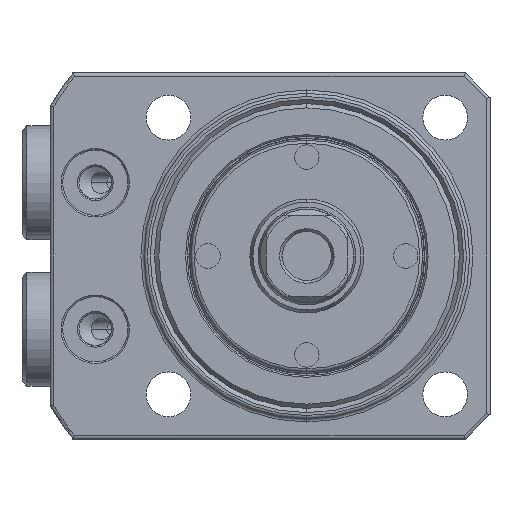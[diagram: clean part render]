
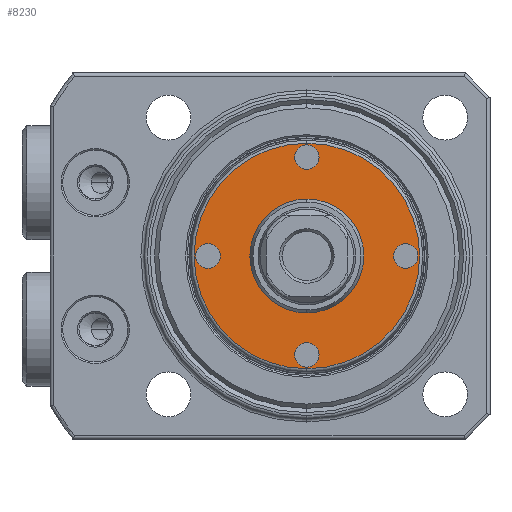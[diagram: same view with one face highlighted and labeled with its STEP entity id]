
A CAD part, front view. The second image highlights one B-rep face of the part: STEP entity #8230.
In plain terms, the highlighted planar face has unit normal (0, -1, 0).
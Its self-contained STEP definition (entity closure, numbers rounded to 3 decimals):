
#799 = EDGE_LOOP ( 'NONE', ( #940, #934 ) ) ;
#804 = EDGE_LOOP ( 'NONE', ( #938, #936 ) ) ;
#805 = EDGE_LOOP ( 'NONE', ( #3309, #939 ) ) ;
#806 = EDGE_LOOP ( 'NONE', ( #3313, #3308 ) ) ;
#807 = EDGE_LOOP ( 'NONE', ( #3311, #3306 ) ) ;
#809 = EDGE_LOOP ( 'NONE', ( #3312, #3310 ) ) ;
#934 = ORIENTED_EDGE ( 'NONE', *, *, #9004, .F. ) ;
#936 = ORIENTED_EDGE ( 'NONE', *, *, #9008, .F. ) ;
#938 = ORIENTED_EDGE ( 'NONE', *, *, #8942, .F. ) ;
#939 = ORIENTED_EDGE ( 'NONE', *, *, #9012, .F. ) ;
#940 = ORIENTED_EDGE ( 'NONE', *, *, #8943, .F. ) ;
#1604 = CARTESIAN_POINT ( 'NONE',  ( -12.15, 0., 0. ) ) ;
#1614 = DIRECTION ( 'NONE',  ( 0., -1., 0. ) ) ;
#1615 = DIRECTION ( 'NONE',  ( 0., 0., -1. ) ) ;
#1616 = CARTESIAN_POINT ( 'NONE',  ( 0., 0., -12.15 ) ) ;
#1617 = DIRECTION ( 'NONE',  ( 0., -1., 0. ) ) ;
#1618 = DIRECTION ( 'NONE',  ( 0., 0., -1. ) ) ;
#1619 = CARTESIAN_POINT ( 'NONE',  ( 12.15, 0., 0. ) ) ;
#1620 = DIRECTION ( 'NONE',  ( 0., -1., 0. ) ) ;
#1621 = DIRECTION ( 'NONE',  ( 0., 0., -1. ) ) ;
#1805 = CARTESIAN_POINT ( 'NONE',  ( 0., 0., 0. ) ) ;
#1812 = DIRECTION ( 'NONE',  ( 0., 1., 0. ) ) ;
#1813 = DIRECTION ( 'NONE',  ( 0., 0., 1. ) ) ;
#1826 = CARTESIAN_POINT ( 'NONE',  ( 12.15, 0., 0. ) ) ;
#1827 = DIRECTION ( 'NONE',  ( 0., -1., 0. ) ) ;
#1828 = DIRECTION ( 'NONE',  ( 0., 0., -1. ) ) ;
#1838 = CARTESIAN_POINT ( 'NONE',  ( 0., 0., -12.15 ) ) ;
#1839 = DIRECTION ( 'NONE',  ( 0., -1., 0. ) ) ;
#1840 = DIRECTION ( 'NONE',  ( 0., 0., -1. ) ) ;
#1850 = CARTESIAN_POINT ( 'NONE',  ( -12.15, 0., 0. ) ) ;
#1851 = DIRECTION ( 'NONE',  ( 0., -1., 0. ) ) ;
#1852 = DIRECTION ( 'NONE',  ( 0., 0., -1. ) ) ;
#1862 = CARTESIAN_POINT ( 'NONE',  ( 0., 0., 12.15 ) ) ;
#1863 = DIRECTION ( 'NONE',  ( 0., -1., 0. ) ) ;
#1864 = DIRECTION ( 'NONE',  ( 0., 0., -1. ) ) ;
#1883 = CARTESIAN_POINT ( 'NONE',  ( 0., 0., 0. ) ) ;
#1884 = DIRECTION ( 'NONE',  ( 0., -1., 0. ) ) ;
#1885 = DIRECTION ( 'NONE',  ( 0., 0., 1. ) ) ;
#1898 = CARTESIAN_POINT ( 'NONE',  ( 0., 0., 0. ) ) ;
#1908 = DIRECTION ( 'NONE',  ( 0., 1., 0. ) ) ;
#1909 = DIRECTION ( 'NONE',  ( 0., 0., 1. ) ) ;
#1910 = CARTESIAN_POINT ( 'NONE',  ( 0., 0., 0. ) ) ;
#1911 = DIRECTION ( 'NONE',  ( 0., -1., 0. ) ) ;
#1912 = DIRECTION ( 'NONE',  ( 0., 0., 1. ) ) ;
#1913 = CARTESIAN_POINT ( 'NONE',  ( 0., 0., 12.15 ) ) ;
#1914 = DIRECTION ( 'NONE',  ( 0., -1., 0. ) ) ;
#1915 = DIRECTION ( 'NONE',  ( 0., 0., -1. ) ) ;
#2142 = VERTEX_POINT ( 'NONE', #3922 ) ;
#2143 = VERTEX_POINT ( 'NONE', #3923 ) ;
#2148 = VERTEX_POINT ( 'NONE', #3928 ) ;
#2149 = VERTEX_POINT ( 'NONE', #3929 ) ;
#2152 = VERTEX_POINT ( 'NONE', #3932 ) ;
#2153 = VERTEX_POINT ( 'NONE', #3933 ) ;
#2156 = VERTEX_POINT ( 'NONE', #3936 ) ;
#2157 = VERTEX_POINT ( 'NONE', #3937 ) ;
#2160 = VERTEX_POINT ( 'NONE', #3940 ) ;
#2161 = VERTEX_POINT ( 'NONE', #3941 ) ;
#2164 = VERTEX_POINT ( 'NONE', #3944 ) ;
#2165 = VERTEX_POINT ( 'NONE', #3945 ) ;
#3306 = ORIENTED_EDGE ( 'NONE', *, *, #9016, .F. ) ;
#3308 = ORIENTED_EDGE ( 'NONE', *, *, #9023, .T. ) ;
#3309 = ORIENTED_EDGE ( 'NONE', *, *, #8941, .F. ) ;
#3310 = ORIENTED_EDGE ( 'NONE', *, *, #8999, .T. ) ;
#3311 = ORIENTED_EDGE ( 'NONE', *, *, #9033, .F. ) ;
#3312 = ORIENTED_EDGE ( 'NONE', *, *, #9031, .T. ) ;
#3313 = ORIENTED_EDGE ( 'NONE', *, *, #9032, .T. ) ;
#3922 = CARTESIAN_POINT ( 'NONE',  ( 0., 0., 13.856 ) ) ;
#3923 = CARTESIAN_POINT ( 'NONE',  ( 0., 0., -13.856 ) ) ;
#3928 = CARTESIAN_POINT ( 'NONE',  ( 0., 0., 10.65 ) ) ;
#3929 = CARTESIAN_POINT ( 'NONE',  ( 0., 0., 13.65 ) ) ;
#3932 = CARTESIAN_POINT ( 'NONE',  ( -12.15, 0., -1.5 ) ) ;
#3933 = CARTESIAN_POINT ( 'NONE',  ( -12.15, 0., 1.5 ) ) ;
#3936 = CARTESIAN_POINT ( 'NONE',  ( 0., 0., -13.65 ) ) ;
#3937 = CARTESIAN_POINT ( 'NONE',  ( 0., 0., -10.65 ) ) ;
#3940 = CARTESIAN_POINT ( 'NONE',  ( 12.15, 0., -1.5 ) ) ;
#3941 = CARTESIAN_POINT ( 'NONE',  ( 12.15, 0., 1.5 ) ) ;
#3944 = CARTESIAN_POINT ( 'NONE',  ( 0., 0., 7. ) ) ;
#3945 = CARTESIAN_POINT ( 'NONE',  ( 0., 0., -7. ) ) ;
#5259 = PLANE ( 'NONE',  #5569 ) ;
#5260 = CARTESIAN_POINT ( 'NONE',  ( 0., 0., 0. ) ) ;
#5261 = DIRECTION ( 'NONE',  ( 0., 1., 0. ) ) ;
#5262 = DIRECTION ( 'NONE',  ( 0., 0., 1. ) ) ;
#5569 = AXIS2_PLACEMENT_3D ( 'NONE', #5260, #5261, #5262 ) ;
#5598 = FACE_BOUND ( 'NONE', #809, .T. ) ;
#5775 = FACE_BOUND ( 'NONE', #805, .T. ) ;
#5781 = FACE_BOUND ( 'NONE', #807, .T. ) ;
#5930 = FACE_OUTER_BOUND ( 'NONE', #806, .T. ) ;
#5961 = FACE_BOUND ( 'NONE', #804, .T. ) ;
#5975 = AXIS2_PLACEMENT_3D ( 'NONE', #1913, #1914, #1915 ) ;
#5977 = AXIS2_PLACEMENT_3D ( 'NONE', #1898, #1908, #1909 ) ;
#5979 = AXIS2_PLACEMENT_3D ( 'NONE', #1883, #1884, #1885 ) ;
#5990 = AXIS2_PLACEMENT_3D ( 'NONE', #1862, #1863, #1864 ) ;
#5994 = AXIS2_PLACEMENT_3D ( 'NONE', #1850, #1851, #1852 ) ;
#5998 = AXIS2_PLACEMENT_3D ( 'NONE', #1838, #1839, #1840 ) ;
#6004 = AXIS2_PLACEMENT_3D ( 'NONE', #1805, #1812, #1813 ) ;
#6006 = AXIS2_PLACEMENT_3D ( 'NONE', #1910, #1911, #1912 ) ;
#6009 = AXIS2_PLACEMENT_3D ( 'NONE', #1826, #1827, #1828 ) ;
#6055 = AXIS2_PLACEMENT_3D ( 'NONE', #1619, #1620, #1621 ) ;
#6056 = AXIS2_PLACEMENT_3D ( 'NONE', #1616, #1617, #1618 ) ;
#6058 = AXIS2_PLACEMENT_3D ( 'NONE', #1604, #1614, #1615 ) ;
#6265 = FACE_BOUND ( 'NONE', #799, .T. ) ;
#7936 = CIRCLE ( 'NONE', #5975, 1.5 ) ;
#7937 = CIRCLE ( 'NONE', #6006, 13.856 ) ;
#7938 = CIRCLE ( 'NONE', #5977, 7. ) ;
#7942 = CIRCLE ( 'NONE', #5979, 13.856 ) ;
#7948 = CIRCLE ( 'NONE', #5990, 1.5 ) ;
#7950 = CIRCLE ( 'NONE', #5994, 1.5 ) ;
#7952 = CIRCLE ( 'NONE', #5998, 1.5 ) ;
#7954 = CIRCLE ( 'NONE', #6009, 1.5 ) ;
#7957 = CIRCLE ( 'NONE', #6004, 7. ) ;
#7987 = CIRCLE ( 'NONE', #6055, 1.5 ) ;
#7988 = CIRCLE ( 'NONE', #6058, 1.5 ) ;
#7989 = CIRCLE ( 'NONE', #6056, 1.5 ) ;
#8230 = ADVANCED_FACE ( 'NONE', ( #5598, #5930, #5781, #5775, #5961, #6265 ), #5259, .F. ) ;
#8941 = EDGE_CURVE ( 'NONE', #2152, #2153, #7988, .T. ) ;
#8942 = EDGE_CURVE ( 'NONE', #2156, #2157, #7989, .T. ) ;
#8943 = EDGE_CURVE ( 'NONE', #2160, #2161, #7987, .T. ) ;
#8999 = EDGE_CURVE ( 'NONE', #2165, #2164, #7957, .T. ) ;
#9004 = EDGE_CURVE ( 'NONE', #2161, #2160, #7954, .T. ) ;
#9008 = EDGE_CURVE ( 'NONE', #2157, #2156, #7952, .T. ) ;
#9012 = EDGE_CURVE ( 'NONE', #2153, #2152, #7950, .T. ) ;
#9016 = EDGE_CURVE ( 'NONE', #2149, #2148, #7948, .T. ) ;
#9023 = EDGE_CURVE ( 'NONE', #2143, #2142, #7942, .T. ) ;
#9031 = EDGE_CURVE ( 'NONE', #2164, #2165, #7938, .T. ) ;
#9032 = EDGE_CURVE ( 'NONE', #2142, #2143, #7937, .T. ) ;
#9033 = EDGE_CURVE ( 'NONE', #2148, #2149, #7936, .T. ) ;
